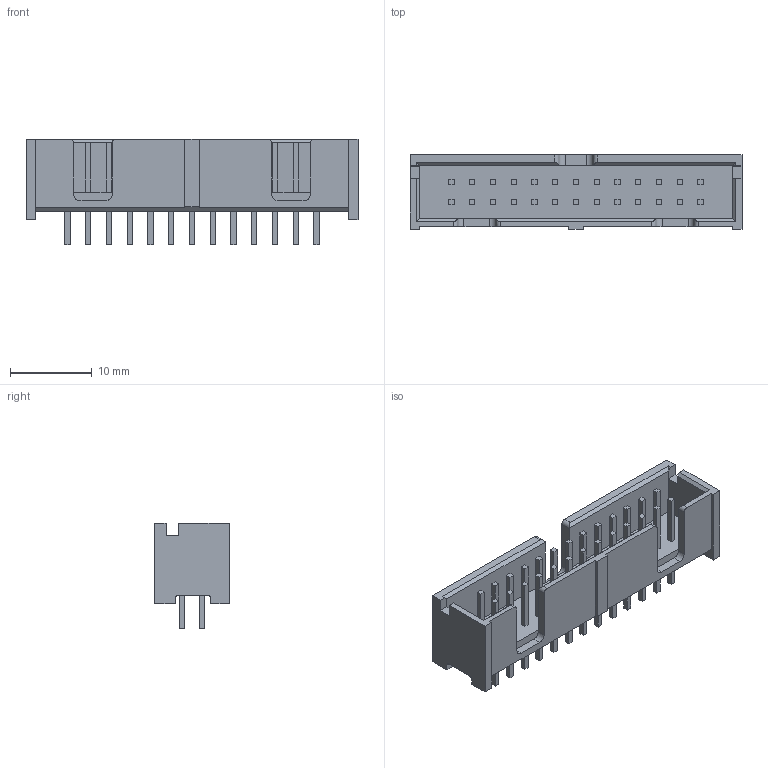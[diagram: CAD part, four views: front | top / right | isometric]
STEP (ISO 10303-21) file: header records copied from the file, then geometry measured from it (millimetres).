
FILE_DESCRIPTION((''),'2;1');
FILE_NAME('C-5103308-6','2012-03-09T',('workeradm'),('Tyco Electronics Ltd.'),'PRO/ENGINEER BY PARAMETRIC TECHNOLOGY CORPORATION, 2010430','PRO/ENGINEER BY PARAMETRIC TECHNOLOGY CORPORATION, 2010430','');
FILE_SCHEMA(('AUTOMOTIVE_DESIGN { 1 0 10303 214 1 1 1 1 }'));
Length unit declared in the file: millimetre
Products named in the file (1): C-5103308-6
Bounding box: 40.64 x 9.14 x 12.9 mm (x, y, z)
Volume: 1550.7 mm3; surface area: 2716.2 mm2
Topology: 1 solids, 1 shells, 343 faces, 857 edges, 568 vertices
Faces by surface type: plane 327, cylinder 16
Entity records: 10303 total; most frequent: CARTESIAN_POINT 1791, ORIENTED_EDGE 1714, DIRECTION 1569, EDGE_CURVE 857, VECTOR 819, LINE 819, VERTEX_POINT 568, EDGE_LOOP 395
